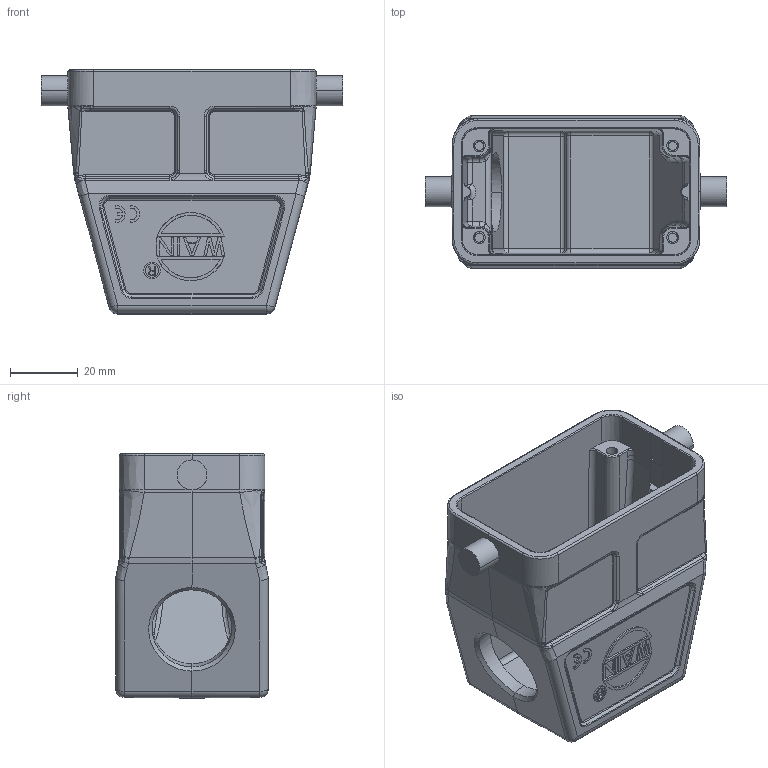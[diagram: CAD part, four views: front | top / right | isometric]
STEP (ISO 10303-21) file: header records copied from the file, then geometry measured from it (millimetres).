
FILE_DESCRIPTION(/* description */ (''),/* implementation_level */ '2;1');
FILE_NAME(/* name */ '3D_1240105155003_HV10B-SEH-2B-M25_V1.1.stp',/* time_stamp */ '2024-01-06T10:34:53+08:00',/* author */ (''),/* organization */ (''),/* preprocessor_version */ 'ST-DEVELOPER v18.1',/* originating_system */ 'SIEMENS PLM Software NX 1980',/* authorisation */ '');
FILE_SCHEMA (('AUTOMOTIVE_DESIGN { 1 0 10303 214 3 1 1 1 }'));
Length unit declared in the file: millimetre
Products named in the file (1): 14590F483B6Atffk
Bounding box: 89 x 45 x 72 mm (x, y, z)
Volume: 62326.8 mm3; surface area: 32680.2 mm2
Topology: 3 solids, 3 shells, 689 faces, 1651 edges, 993 vertices
Faces by surface type: plane 271, cylinder 181, torus 89, cone 63, bspline 59, sphere 18, extrusion 8
Entity records: 24237 total; most frequent: CARTESIAN_POINT 9684, ORIENTED_EDGE 3282, DIRECTION 2554, EDGE_CURVE 1641, VERTEX_POINT 993, AXIS2_PLACEMENT_3D 898, VECTOR 758, LINE 750
